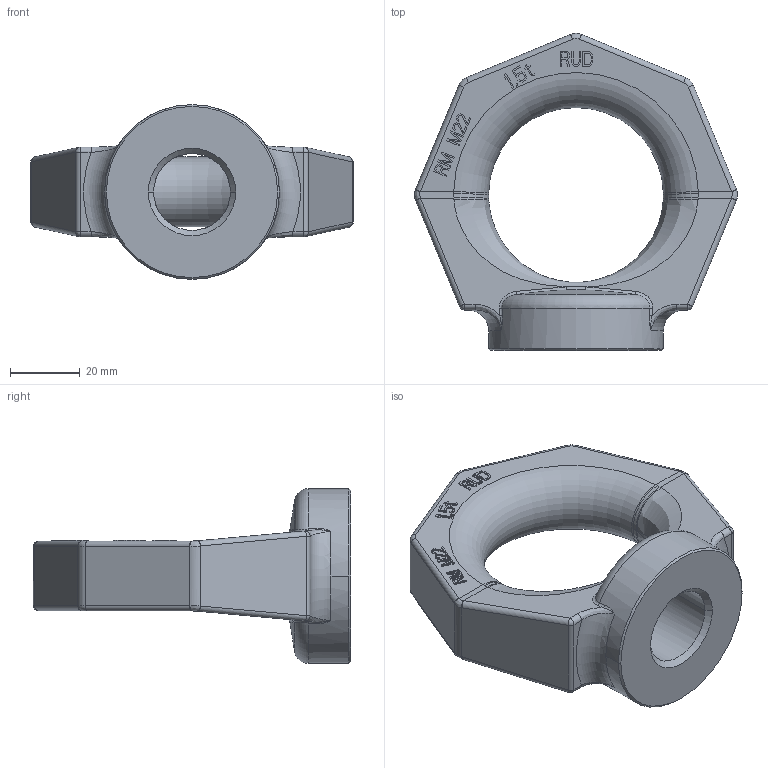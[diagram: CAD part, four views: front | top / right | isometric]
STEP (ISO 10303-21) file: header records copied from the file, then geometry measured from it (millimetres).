
FILE_DESCRIPTION((''),'2;1');
FILE_NAME('001-M31737-P-1','2018-04-11T',('Roland.Jakubetz'),(''),'PRO/ENGINEER BY PARAMETRIC TECHNOLOGY CORPORATION, 2011490','PRO/ENGINEER BY PARAMETRIC TECHNOLOGY CORPORATION, 2011490','');
FILE_SCHEMA(('CONFIG_CONTROL_DESIGN'));
Length unit declared in the file: millimetre
Products named in the file (1): 001-M31737-P-1
Bounding box: 92.42 x 90.7 x 50 mm (x, y, z)
Volume: 93063.9 mm3; surface area: 19369.2 mm2
Topology: 1 solids, 1 shells, 388 faces, 1046 edges, 671 vertices
Faces by surface type: plane 286, bspline 44, cylinder 33, torus 15, cone 6, sphere 4
Entity records: 14299 total; most frequent: CARTESIAN_POINT 4819, ORIENTED_EDGE 2092, DIRECTION 1751, EDGE_CURVE 1046, VECTOR 829, LINE 829, VERTEX_POINT 671, AXIS2_PLACEMENT_3D 461
